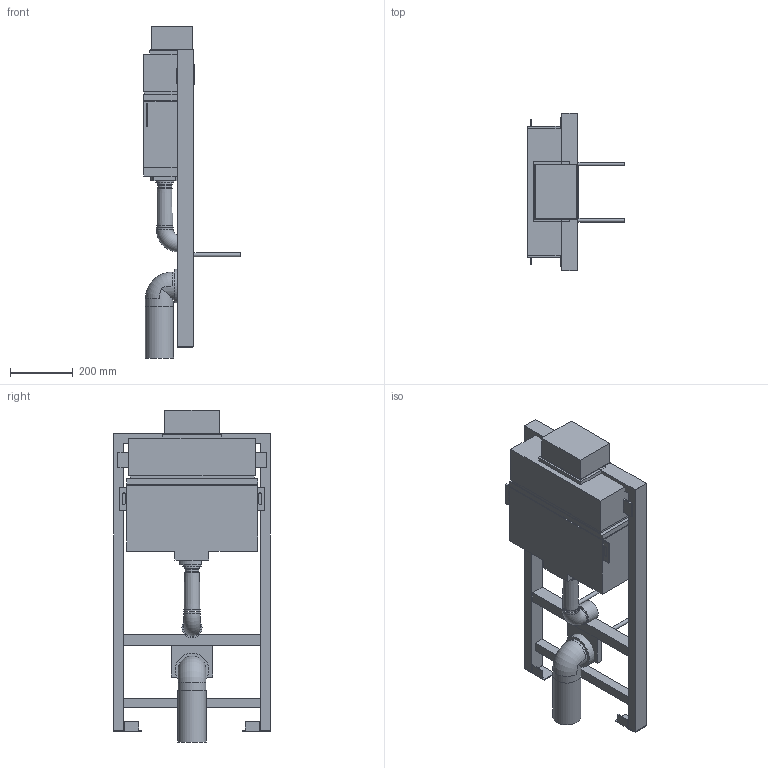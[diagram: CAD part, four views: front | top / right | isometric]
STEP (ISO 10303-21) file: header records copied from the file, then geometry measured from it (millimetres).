
FILE_DESCRIPTION(/* description */ ('Unknown'),/* implementation_level */ '2;1');
FILE_NAME(/* name */ '38525001',/* time_stamp */ '2022-09-09T19:01:55+02:00',/* author */ ('Unknown'),/* organization */ ('GROHE AG'),/* preprocessor_version */ 'ST-DEVELOPER v16.7',/* originating_system */ 'DEX',/* authorisation */ $);
FILE_SCHEMA (('AUTOMOTIVE_DESIGN {1 0 10303 214 3 1 1}'));
Length unit declared in the file: millimetre
Products named in the file (3): 38525001; id50
Assembly tree (2 placements, depth 2):
  38525001
    38525001
    id50
Bounding box: 308.44 x 500.2 x 1060.5 mm (x, y, z)
Volume: 2488736.5 mm3; surface area: 1428771.7 mm2
Topology: 2 solids, 22 shells, 189 faces, 561 edges, 395 vertices
Faces by surface type: plane 163, cylinder 18, torus 5, cone 3
Full cylindrical faces by diameter (mm): 12 x2, 51.25 x1, 53.7 x2, 64.249 x1, 89.4 x2, 90 x1, 107.2 x1
Entity records: 6335 total; most frequent: CARTESIAN_POINT 1141, DIRECTION 974, ORIENTED_EDGE 934, EDGE_CURVE 538, LINE 474, VECTOR 474, VERTEX_POINT 389, AXIS2_PLACEMENT_3D 250
